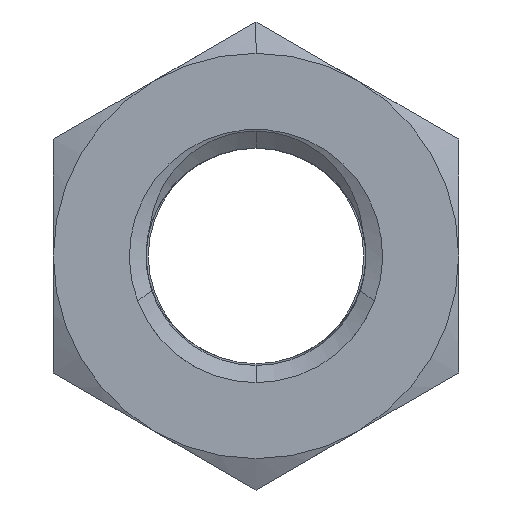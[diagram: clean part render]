
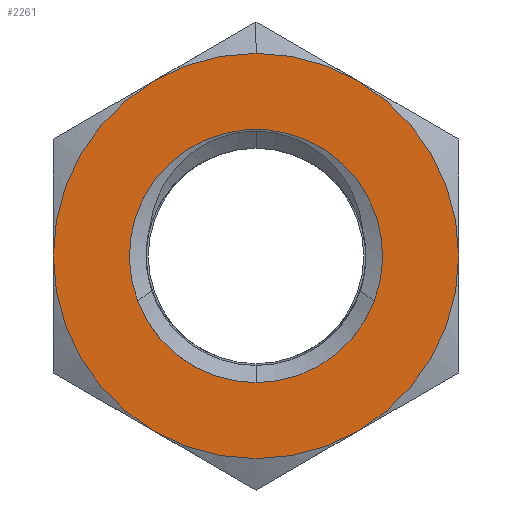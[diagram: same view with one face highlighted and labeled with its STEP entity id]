
A CAD part, front view. The second image highlights one B-rep face of the part: STEP entity #2261.
In plain terms, the highlighted planar face has unit normal (0, -1, 0).
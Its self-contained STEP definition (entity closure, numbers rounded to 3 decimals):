
#20 = DIRECTION ( 'NONE',  ( 0., 0., -1. ) ) ;
#26 = DIRECTION ( 'NONE',  ( 0., -1., 0. ) ) ;
#68 = ORIENTED_EDGE ( 'NONE', *, *, #2175, .T. ) ;
#108 = EDGE_LOOP ( 'NONE', ( #1249, #669, #2757 ) ) ;
#202 = CARTESIAN_POINT ( 'NONE',  ( 0., 0., 0. ) ) ;
#249 = VERTEX_POINT ( 'NONE', #329 ) ;
#269 = CARTESIAN_POINT ( 'NONE',  ( 0., 0., 0. ) ) ;
#305 = DIRECTION ( 'NONE',  ( 0., 1., 0. ) ) ;
#314 = FACE_OUTER_BOUND ( 'NONE', #1374, .T. ) ;
#329 = CARTESIAN_POINT ( 'NONE',  ( 4., 0., 0. ) ) ;
#352 = DIRECTION ( 'NONE',  ( 0., 0., -1. ) ) ;
#418 = EDGE_CURVE ( 'NONE', #249, #1741, #2740, .T. ) ;
#439 = CIRCLE ( 'NONE', #2052, 4. ) ;
#466 = CARTESIAN_POINT ( 'NONE',  ( 2., 0., 3.464 ) ) ;
#471 = CARTESIAN_POINT ( 'NONE',  ( -4., 0., -6.928 ) ) ;
#502 = DIRECTION ( 'NONE',  ( 0., -1., 0. ) ) ;
#558 = EDGE_CURVE ( 'NONE', #2509, #1783, #1218, .T. ) ;
#585 = AXIS2_PLACEMENT_3D ( 'NONE', #700, #2123, #1981 ) ;
#638 = CARTESIAN_POINT ( 'NONE',  ( 0., 0., 0. ) ) ;
#647 = VERTEX_POINT ( 'NONE', #2859 ) ;
#669 = ORIENTED_EDGE ( 'NONE', *, *, #1145, .F. ) ;
#680 = CARTESIAN_POINT ( 'NONE',  ( 2.336, 0., -0.891 ) ) ;
#696 = CIRCLE ( 'NONE', #2776, 2.5 ) ;
#700 = CARTESIAN_POINT ( 'NONE',  ( 0., 0., 0. ) ) ;
#710 = DIRECTION ( 'NONE',  ( 0., -1., 0. ) ) ;
#830 = CARTESIAN_POINT ( 'NONE',  ( 0., 0., 0. ) ) ;
#834 = VERTEX_POINT ( 'NONE', #1850 ) ;
#841 = EDGE_CURVE ( 'NONE', #1682, #2494, #1647, .T. ) ;
#881 = DIRECTION ( 'NONE',  ( 0., -1., 0. ) ) ;
#898 = DIRECTION ( 'NONE',  ( 0., 0., -1. ) ) ;
#975 = ORIENTED_EDGE ( 'NONE', *, *, #1659, .T. ) ;
#1004 = CARTESIAN_POINT ( 'NONE',  ( -2.336, 0., -0.891 ) ) ;
#1025 = CARTESIAN_POINT ( 'NONE',  ( -2., 0., -3.464 ) ) ;
#1047 = AXIS2_PLACEMENT_3D ( 'NONE', #202, #1761, #1297 ) ;
#1067 = DIRECTION ( 'NONE',  ( 0., -1., 0. ) ) ;
#1068 = EDGE_CURVE ( 'NONE', #2539, #647, #2529, .T. ) ;
#1141 = AXIS2_PLACEMENT_3D ( 'NONE', #269, #710, #1155 ) ;
#1145 = EDGE_CURVE ( 'NONE', #834, #1682, #696, .T. ) ;
#1155 = DIRECTION ( 'NONE',  ( 0., 0., -1. ) ) ;
#1158 = CARTESIAN_POINT ( 'NONE',  ( 0., 0., 0. ) ) ;
#1218 = CIRCLE ( 'NONE', #2048, 4. ) ;
#1249 = ORIENTED_EDGE ( 'NONE', *, *, #841, .F. ) ;
#1266 = CIRCLE ( 'NONE', #2711, 4. ) ;
#1297 = DIRECTION ( 'NONE',  ( 0., 0., -1. ) ) ;
#1300 = EDGE_CURVE ( 'NONE', #647, #249, #2487, .T. ) ;
#1303 = CARTESIAN_POINT ( 'NONE',  ( 0., 0., 0. ) ) ;
#1312 = DIRECTION ( 'NONE',  ( 0., -1., 0. ) ) ;
#1315 = AXIS2_PLACEMENT_3D ( 'NONE', #471, #305, #2499 ) ;
#1316 = CARTESIAN_POINT ( 'NONE',  ( 0., 0., 0. ) ) ;
#1367 = CARTESIAN_POINT ( 'NONE',  ( 0., 0., 0. ) ) ;
#1374 = EDGE_LOOP ( 'NONE', ( #1928, #975, #2117, #68, #1975, #2791, #2795 ) ) ;
#1419 = FACE_BOUND ( 'NONE', #108, .T. ) ;
#1537 = DIRECTION ( 'NONE',  ( 0., 0., -1. ) ) ;
#1543 = PLANE ( 'NONE',  #1315 ) ;
#1594 = CARTESIAN_POINT ( 'NONE',  ( 0., 0., 0. ) ) ;
#1598 = DIRECTION ( 'NONE',  ( 0., 0., -1. ) ) ;
#1647 = CIRCLE ( 'NONE', #2406, 2.5 ) ;
#1659 = EDGE_CURVE ( 'NONE', #2008, #2509, #1266, .T. ) ;
#1682 = VERTEX_POINT ( 'NONE', #680 ) ;
#1740 = AXIS2_PLACEMENT_3D ( 'NONE', #1316, #502, #352 ) ;
#1741 = VERTEX_POINT ( 'NONE', #466 ) ;
#1747 = EDGE_CURVE ( 'NONE', #2494, #834, #2547, .T. ) ;
#1761 = DIRECTION ( 'NONE',  ( 0., -1., 0. ) ) ;
#1783 = VERTEX_POINT ( 'NONE', #1792 ) ;
#1792 = CARTESIAN_POINT ( 'NONE',  ( -4., 0., 0. ) ) ;
#1809 = EDGE_CURVE ( 'NONE', #1741, #2008, #439, .T. ) ;
#1850 = CARTESIAN_POINT ( 'NONE',  ( 0., 0., -2.5 ) ) ;
#1862 = AXIS2_PLACEMENT_3D ( 'NONE', #1303, #881, #1963 ) ;
#1928 = ORIENTED_EDGE ( 'NONE', *, *, #1809, .T. ) ;
#1944 = CARTESIAN_POINT ( 'NONE',  ( 0., 0., 4. ) ) ;
#1963 = DIRECTION ( 'NONE',  ( 0., 0., -1. ) ) ;
#1975 = ORIENTED_EDGE ( 'NONE', *, *, #1068, .T. ) ;
#1981 = DIRECTION ( 'NONE',  ( 0., 0., -1. ) ) ;
#2008 = VERTEX_POINT ( 'NONE', #1944 ) ;
#2048 = AXIS2_PLACEMENT_3D ( 'NONE', #830, #1312, #20 ) ;
#2052 = AXIS2_PLACEMENT_3D ( 'NONE', #638, #1067, #1537 ) ;
#2117 = ORIENTED_EDGE ( 'NONE', *, *, #558, .T. ) ;
#2123 = DIRECTION ( 'NONE',  ( 0., -1., 0. ) ) ;
#2175 = EDGE_CURVE ( 'NONE', #1783, #2539, #2476, .T. ) ;
#2261 = ADVANCED_FACE ( 'NONE', ( #1419, #314 ), #1543, .F. ) ;
#2406 = AXIS2_PLACEMENT_3D ( 'NONE', #1158, #2742, #2507 ) ;
#2476 = CIRCLE ( 'NONE', #585, 4. ) ;
#2487 = CIRCLE ( 'NONE', #1862, 4. ) ;
#2494 = VERTEX_POINT ( 'NONE', #1004 ) ;
#2499 = DIRECTION ( 'NONE',  ( 0., 0., 1. ) ) ;
#2507 = DIRECTION ( 'NONE',  ( 0., 0., -1. ) ) ;
#2509 = VERTEX_POINT ( 'NONE', #2656 ) ;
#2529 = CIRCLE ( 'NONE', #1047, 4. ) ;
#2539 = VERTEX_POINT ( 'NONE', #1025 ) ;
#2547 = CIRCLE ( 'NONE', #1141, 2.5 ) ;
#2656 = CARTESIAN_POINT ( 'NONE',  ( -2., 0., 3.464 ) ) ;
#2711 = AXIS2_PLACEMENT_3D ( 'NONE', #1594, #2886, #898 ) ;
#2740 = CIRCLE ( 'NONE', #1740, 4. ) ;
#2742 = DIRECTION ( 'NONE',  ( 0., -1., 0. ) ) ;
#2757 = ORIENTED_EDGE ( 'NONE', *, *, #1747, .F. ) ;
#2776 = AXIS2_PLACEMENT_3D ( 'NONE', #1367, #26, #1598 ) ;
#2791 = ORIENTED_EDGE ( 'NONE', *, *, #1300, .T. ) ;
#2795 = ORIENTED_EDGE ( 'NONE', *, *, #418, .T. ) ;
#2859 = CARTESIAN_POINT ( 'NONE',  ( 2., 0., -3.464 ) ) ;
#2886 = DIRECTION ( 'NONE',  ( 0., -1., 0. ) ) ;
